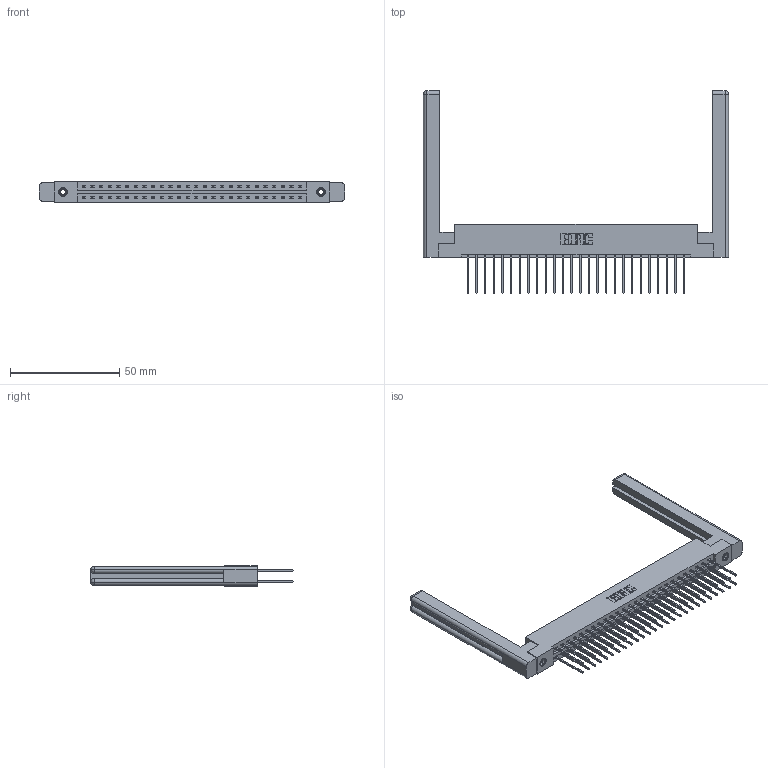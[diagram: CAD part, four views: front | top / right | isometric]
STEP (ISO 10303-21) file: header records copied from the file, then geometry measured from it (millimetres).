
FILE_DESCRIPTION (( 'STEP AP203' ), '1' );
FILE_NAME ('387-052-542-258.STEP', '2019-10-19T03:27:16', ( '' ), ( '' ), 'SwSTEP 2.0', 'SolidWorks 2016', '' );
FILE_SCHEMA (( 'CONFIG_CONTROL_DESIGN' ));
Length unit declared in the file: inch
Products named in the file (5): 345-250-001_345-250-001-102; 345-292-001_345-293-142; 387-052-542-258; 337 Part_Flush Mounting Lugs - 0.156 Dia-TI; 307-220-058
Assembly tree (57 placements, depth 2):
  387-052-542-258
    337 Part_Flush Mounting Lugs - 0.156 Dia-TI
    345-292-001_345-293-142  x52
    345-250-001_345-250-001-102  x2
    307-220-058  x2
Bounding box: 139.65 x 92.72 x 9.4 mm (x, y, z)
Volume: 21889.1 mm3; surface area: 22771 mm2
Topology: 57 solids, 57 shells, 3064 faces, 9037 edges, 5942 vertices
Faces by surface type: plane 2130, cylinder 910, cone 12, torus 12
Entity records: 24880 total; most frequent: CARTESIAN_POINT 4213, ORIENTED_EDGE 4088, DIRECTION 3628, EDGE_CURVE 2044, VECTOR 1868, LINE 1868, VERTEX_POINT 1354, AXIS2_PLACEMENT_3D 880
